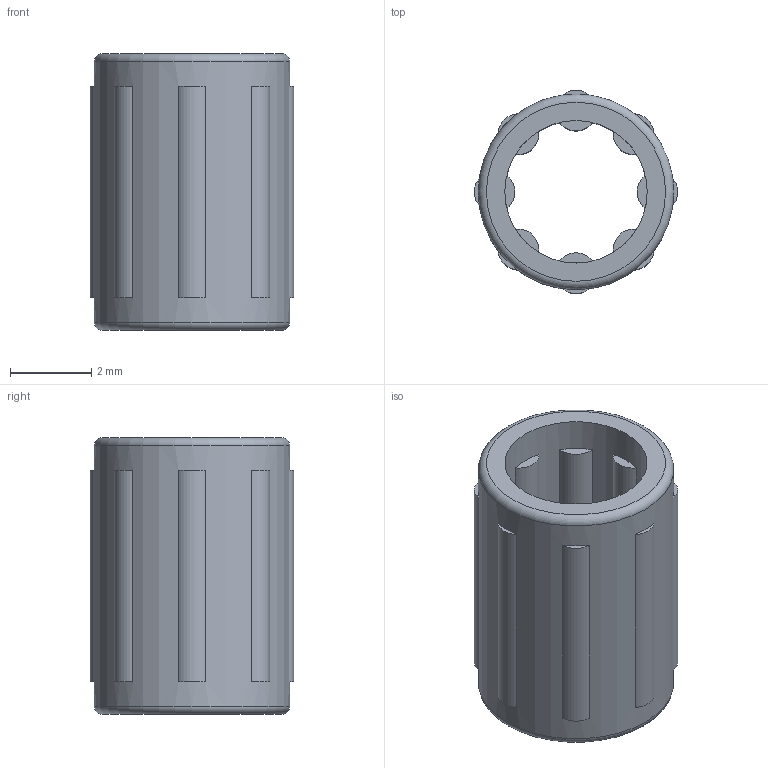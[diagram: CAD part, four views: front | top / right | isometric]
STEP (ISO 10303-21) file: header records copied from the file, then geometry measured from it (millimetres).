
FILE_DESCRIPTION(/* description */ (''),/* implementation_level */ '2;1');
FILE_NAME(/* name */ 'roller bearing.stp',/* time_stamp */ '2020-11-19T20:27:24+03:00',/* author */ ('Max'),/* organization */ (''),/* preprocessor_version */ 'ST-DEVELOPER v16.5',/* originating_system */ 'Autodesk Inventor 2017',/* authorisation */ '');
FILE_SCHEMA (('AUTOMOTIVE_DESIGN { 1 0 10303 214 3 1 1 }'));
Length unit declared in the file: millimetre
Products named in the file (1): роликовый \X2\043F043E

Bounding box: 5 x 5 x 6.8 mm (x, y, z)
Volume: 65.1 mm3; surface area: 202.1 mm2
Topology: 1 solids, 1 shells, 54 faces, 112 edges, 74 vertices
Faces by surface type: plane 34, cylinder 18, torus 2
Full cylindrical faces by diameter (mm): 3.5 x1, 4.8 x1
Entity records: 1445 total; most frequent: DIRECTION 282, CARTESIAN_POINT 227, ORIENTED_EDGE 204, AXIS2_PLACEMENT_3D 125, EDGE_CURVE 102, EDGE_LOOP 76, CIRCLE 70, VERTEX_POINT 70
